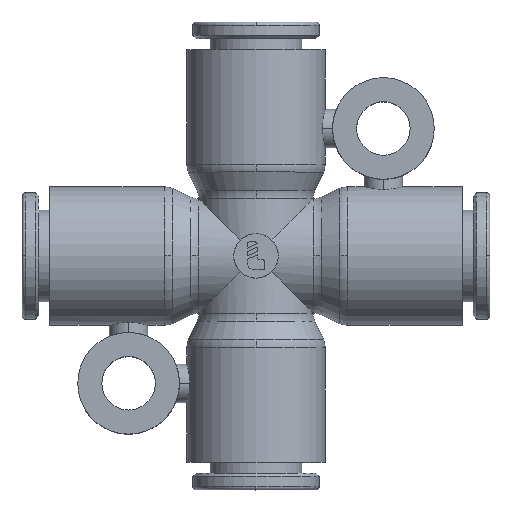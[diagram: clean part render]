
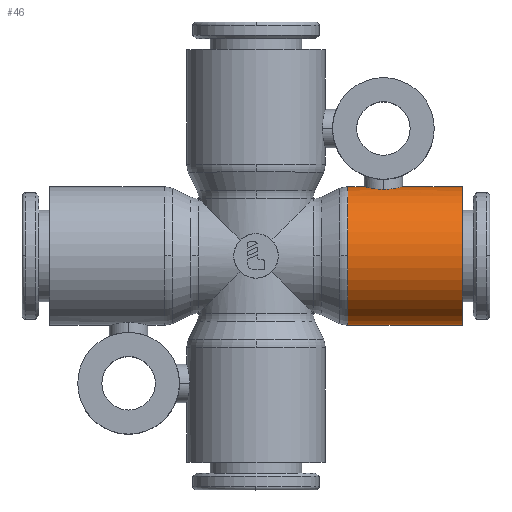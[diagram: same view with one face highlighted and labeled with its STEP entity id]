
A CAD part, top view. The second image highlights one B-rep face of the part: STEP entity #46.
In plain terms, the highlighted cylindrical face has radius 5.425 mm (diameter 10.85 mm), a partial arc.
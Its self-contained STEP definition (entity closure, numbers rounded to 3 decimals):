
#46=ADVANCED_FACE('',(#184),#185,.T.);
#184=FACE_OUTER_BOUND('',#479,.T.);
#185=CYLINDRICAL_SURFACE('',#480,5.425);
#479=EDGE_LOOP('',(#774,#775,#776,#777,#778,#779,#780,#781));
#480=AXIS2_PLACEMENT_3D('',#782,#783,#784);
#774=ORIENTED_EDGE('',*,*,#1903,.F.);
#775=ORIENTED_EDGE('',*,*,#1904,.T.);
#776=ORIENTED_EDGE('',*,*,#1905,.T.);
#777=ORIENTED_EDGE('',*,*,#1906,.F.);
#778=ORIENTED_EDGE('',*,*,#1907,.F.);
#779=ORIENTED_EDGE('',*,*,#1908,.F.);
#780=ORIENTED_EDGE('',*,*,#1909,.T.);
#781=ORIENTED_EDGE('',*,*,#1910,.T.);
#782=CARTESIAN_POINT('',(11.7,0.0,0.0));
#783=DIRECTION('',(1.0,0.0,0.0));
#784=DIRECTION('',(0.0,1.0,0.0));
#1903=EDGE_CURVE('',#2262,#2263,#2264,.T.);
#1904=EDGE_CURVE('',#2262,#2265,#2266,.T.);
#1905=EDGE_CURVE('',#2265,#2267,#2268,.T.);
#1906=EDGE_CURVE('',#2269,#2267,#2270,.T.);
#1907=EDGE_CURVE('',#2271,#2269,#2272,.T.);
#1908=EDGE_CURVE('',#2273,#2271,#2274,.T.);
#1909=EDGE_CURVE('',#2273,#2275,#2276,.T.);
#1910=EDGE_CURVE('',#2275,#2263,#2277,.T.);
#2262=VERTEX_POINT('',#2852);
#2263=VERTEX_POINT('',#2853);
#2264=LINE('',#2854,#2855);
#2265=VERTEX_POINT('',#2856);
#2266=CIRCLE('',#2857,5.425);
#2267=VERTEX_POINT('',#2858);
#2268=CIRCLE('',#2859,5.425);
#2269=VERTEX_POINT('',#2860);
#2270=LINE('',#2861,#2862);
#2271=VERTEX_POINT('',#2863);
#2272=CIRCLE('',#2864,5.425);
#2273=VERTEX_POINT('',#2865);
#2274=LINE('',#2866,#2867);
#2275=VERTEX_POINT('',#2868);
#2276=B_SPLINE_CURVE_WITH_KNOTS('',3,(#2869,#2870,#2871,#2872,#2873,#2874,#2875,#2876,#2877,#2878,#2879,#2880,#2881,#2882),.UNSPECIFIED.,.F.,.F.,(4,2,2,2,2,2,4),(2.273,2.557,2.841,3.409,3.978,4.262,4.546),.UNSPECIFIED.);
#2277=B_SPLINE_CURVE_WITH_KNOTS('',3,(#2883,#2884,#2885,#2886,#2887,#2888,#2889,#2890,#2891,#2892,#2893,#2894,#2895,#2896),.UNSPECIFIED.,.F.,.F.,(4,2,2,2,2,2,4),(4.546,4.83,5.114,5.682,6.251,6.535,6.819),.UNSPECIFIED.);
#2852=CARTESIAN_POINT('',(7.2,5.425,0.0));
#2853=CARTESIAN_POINT('',(8.5,5.425,0.));
#2854=CARTESIAN_POINT('',(11.7,5.425,0.));
#2855=VECTOR('',#4275,1.0);
#2856=CARTESIAN_POINT('',(7.2,0.,5.425));
#2857=AXIS2_PLACEMENT_3D('',#4276,#4277,#4278);
#2858=CARTESIAN_POINT('',(7.2,-5.425,0.));
#2859=AXIS2_PLACEMENT_3D('',#4279,#4280,#4281);
#2860=CARTESIAN_POINT('',(16.2,-5.425,0.));
#2861=CARTESIAN_POINT('',(11.7,-5.425,0.));
#2862=VECTOR('',#4282,1.0);
#2863=CARTESIAN_POINT('',(16.2,5.425,0.0));
#2864=AXIS2_PLACEMENT_3D('',#4283,#4284,#4285);
#2865=CARTESIAN_POINT('',(11.5,5.425,0.));
#2866=CARTESIAN_POINT('',(11.7,5.425,0.));
#2867=VECTOR('',#4286,1.0);
#2868=CARTESIAN_POINT('',(10.0,5.214,1.5));
#2869=CARTESIAN_POINT('',(11.5,5.425,0.));
#2870=CARTESIAN_POINT('',(11.5,5.425,0.095));
#2871=CARTESIAN_POINT('',(11.491,5.422,0.192));
#2872=CARTESIAN_POINT('',(11.453,5.412,0.387));
#2873=CARTESIAN_POINT('',(11.424,5.404,0.483));
#2874=CARTESIAN_POINT('',(11.309,5.375,0.76));
#2875=CARTESIAN_POINT('',(11.193,5.347,0.928));
#2876=CARTESIAN_POINT('',(10.928,5.294,1.193));
#2877=CARTESIAN_POINT('',(10.76,5.265,1.309));
#2878=CARTESIAN_POINT('',(10.483,5.235,1.424));
#2879=CARTESIAN_POINT('',(10.387,5.227,1.453));
#2880=CARTESIAN_POINT('',(10.192,5.216,1.491));
#2881=CARTESIAN_POINT('',(10.095,5.214,1.5));
#2882=CARTESIAN_POINT('',(10.0,5.214,1.5));
#2883=CARTESIAN_POINT('',(10.0,5.214,1.5));
#2884=CARTESIAN_POINT('',(9.905,5.214,1.5));
#2885=CARTESIAN_POINT('',(9.808,5.216,1.491));
#2886=CARTESIAN_POINT('',(9.613,5.227,1.453));
#2887=CARTESIAN_POINT('',(9.517,5.235,1.424));
#2888=CARTESIAN_POINT('',(9.24,5.265,1.309));
#2889=CARTESIAN_POINT('',(9.072,5.294,1.193));
#2890=CARTESIAN_POINT('',(8.807,5.347,0.928));
#2891=CARTESIAN_POINT('',(8.691,5.375,0.76));
#2892=CARTESIAN_POINT('',(8.576,5.404,0.483));
#2893=CARTESIAN_POINT('',(8.547,5.412,0.387));
#2894=CARTESIAN_POINT('',(8.509,5.422,0.192));
#2895=CARTESIAN_POINT('',(8.5,5.425,0.095));
#2896=CARTESIAN_POINT('',(8.5,5.425,0.));
#4275=DIRECTION('',(1.0,0.0,0.0));
#4276=CARTESIAN_POINT('',(7.2,0.0,0.0));
#4277=DIRECTION('',(1.0,0.0,0.0));
#4278=DIRECTION('',(0.0,1.0,0.0));
#4279=CARTESIAN_POINT('',(7.2,0.0,0.0));
#4280=DIRECTION('',(1.0,0.0,0.0));
#4281=DIRECTION('',(0.0,1.0,0.0));
#4282=DIRECTION('',(-1.0,-0.0,-0.0));
#4283=CARTESIAN_POINT('',(16.2,0.0,0.0));
#4284=DIRECTION('',(1.0,0.0,0.0));
#4285=DIRECTION('',(0.0,1.0,0.0));
#4286=DIRECTION('',(1.0,0.0,0.0));
